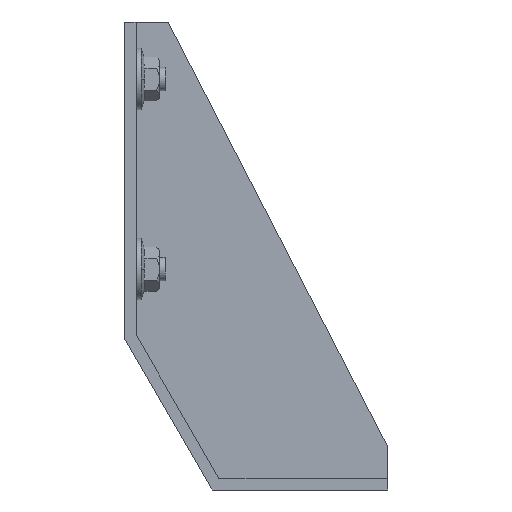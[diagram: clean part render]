
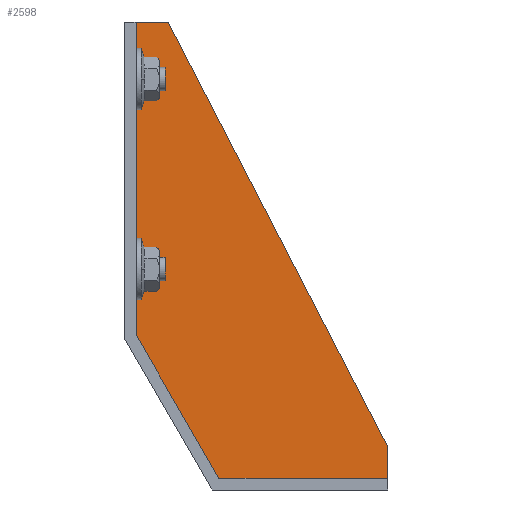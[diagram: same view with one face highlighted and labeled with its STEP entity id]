
A CAD part, left-side view. The second image highlights one B-rep face of the part: STEP entity #2598.
In plain terms, the highlighted planar face has unit normal (1, 0, 0).
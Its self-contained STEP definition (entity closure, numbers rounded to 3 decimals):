
#22 = FACE_OUTER_BOUND ( 'NONE', #2587, .T. ) ;
#108 = DIRECTION ( 'NONE',  ( 0., 0., -1. ) ) ;
#160 = VECTOR ( 'NONE', #1358, 1000. ) ;
#290 = CARTESIAN_POINT ( 'NONE',  ( 18.5, -90., 4. ) ) ;
#316 = VECTOR ( 'NONE', #2572, 1000. ) ;
#353 = LINE ( 'NONE', #1241, #1779 ) ;
#434 = EDGE_CURVE ( 'NONE', #695, #536, #1994, .T. ) ;
#503 = EDGE_CURVE ( 'NONE', #1334, #1687, #1822, .T. ) ;
#524 = ORIENTED_EDGE ( 'NONE', *, *, #1327, .T. ) ;
#536 = VERTEX_POINT ( 'NONE', #840 ) ;
#560 = DIRECTION ( 'NONE',  ( 0., -0.5, -0.866 ) ) ;
#598 = CARTESIAN_POINT ( 'NONE',  ( 18.5, -15., 160. ) ) ;
#605 = ORIENTED_EDGE ( 'NONE', *, *, #1624, .F. ) ;
#695 = VERTEX_POINT ( 'NONE', #1554 ) ;
#800 = DIRECTION ( 'NONE',  ( 0., -1., 0. ) ) ;
#827 = ORIENTED_EDGE ( 'NONE', *, *, #434, .F. ) ;
#828 = CARTESIAN_POINT ( 'NONE',  ( 18.5, -36.034, 72.29 ) ) ;
#840 = CARTESIAN_POINT ( 'NONE',  ( 18.5, -32.31, 4. ) ) ;
#1023 = DIRECTION ( 'NONE',  ( 0., 0., 1. ) ) ;
#1241 = CARTESIAN_POINT ( 'NONE',  ( 18.5, -90., 15. ) ) ;
#1327 = EDGE_CURVE ( 'NONE', #1687, #2747, #2224, .T. ) ;
#1333 = AXIS2_PLACEMENT_3D ( 'NONE', #828, #2633, #1023 ) ;
#1334 = VERTEX_POINT ( 'NONE', #2363 ) ;
#1346 = EDGE_CURVE ( 'NONE', #2747, #2041, #353, .T. ) ;
#1358 = DIRECTION ( 'NONE',  ( 0., -1., 0. ) ) ;
#1392 = VECTOR ( 'NONE', #800, 1000. ) ;
#1554 = CARTESIAN_POINT ( 'NONE',  ( 18.5, -4., 53.03 ) ) ;
#1624 = EDGE_CURVE ( 'NONE', #536, #2041, #1990, .T. ) ;
#1658 = ORIENTED_EDGE ( 'NONE', *, *, #1722, .F. ) ;
#1663 = CARTESIAN_POINT ( 'NONE',  ( 18.5, -90., 4. ) ) ;
#1687 = VERTEX_POINT ( 'NONE', #2578 ) ;
#1722 = EDGE_CURVE ( 'NONE', #1334, #695, #2221, .T. ) ;
#1779 = VECTOR ( 'NONE', #1922, 1000. ) ;
#1822 = LINE ( 'NONE', #2143, #1392 ) ;
#1922 = DIRECTION ( 'NONE',  ( 0., 0., -1. ) ) ;
#1990 = LINE ( 'NONE', #290, #160 ) ;
#1994 = LINE ( 'NONE', #2573, #2424 ) ;
#2028 = ORIENTED_EDGE ( 'NONE', *, *, #503, .T. ) ;
#2041 = VERTEX_POINT ( 'NONE', #1663 ) ;
#2143 = CARTESIAN_POINT ( 'NONE',  ( 18.5, 0., 160. ) ) ;
#2221 = LINE ( 'NONE', #2328, #2835 ) ;
#2224 = LINE ( 'NONE', #598, #316 ) ;
#2328 = CARTESIAN_POINT ( 'NONE',  ( 18.5, -4., 72.29 ) ) ;
#2363 = CARTESIAN_POINT ( 'NONE',  ( 18.5, -4., 160. ) ) ;
#2424 = VECTOR ( 'NONE', #560, 1000. ) ;
#2427 = ORIENTED_EDGE ( 'NONE', *, *, #1346, .T. ) ;
#2572 = DIRECTION ( 'NONE',  ( 0., -0.459, -0.888 ) ) ;
#2573 = CARTESIAN_POINT ( 'NONE',  ( 18.5, -4., 53.03 ) ) ;
#2578 = CARTESIAN_POINT ( 'NONE',  ( 18.5, -15., 160. ) ) ;
#2587 = EDGE_LOOP ( 'NONE', ( #827, #1658, #2028, #524, #2427, #605 ) ) ;
#2598 = ADVANCED_FACE ( 'NONE', ( #22 ), #2602, .F. ) ;
#2602 = PLANE ( 'NONE',  #1333 ) ;
#2633 = DIRECTION ( 'NONE',  ( -1., 0., 0. ) ) ;
#2657 = CARTESIAN_POINT ( 'NONE',  ( 18.5, -90., 15. ) ) ;
#2747 = VERTEX_POINT ( 'NONE', #2657 ) ;
#2835 = VECTOR ( 'NONE', #108, 1000. ) ;
